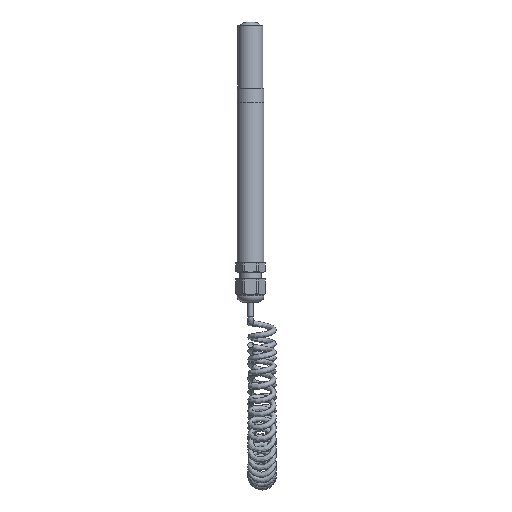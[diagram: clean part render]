
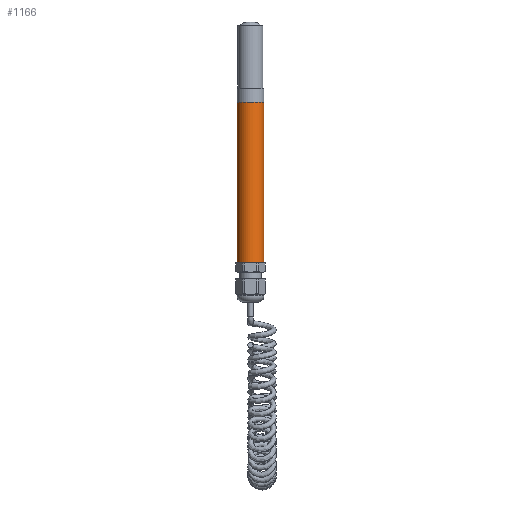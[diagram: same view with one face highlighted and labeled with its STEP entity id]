
A CAD part, left-side view. The second image highlights one B-rep face of the part: STEP entity #1166.
In plain terms, the highlighted cylindrical face has radius 7.5 mm (diameter 15 mm), a full revolution.
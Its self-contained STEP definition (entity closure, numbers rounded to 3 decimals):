
#185=LINE('',#9290,#237);
#237=VECTOR('',#1729,7.5);
#261=CYLINDRICAL_SURFACE('',#1361,7.5);
#331=FACE_OUTER_BOUND('',#416,.T.);
#416=EDGE_LOOP('',(#1068,#1069,#1070,#1071));
#504=CIRCLE('',#1362,7.5);
#505=CIRCLE('',#1363,7.5);
#606=VERTEX_POINT('',#9287);
#607=VERTEX_POINT('',#9289);
#762=EDGE_CURVE('',#606,#606,#504,.T.);
#763=EDGE_CURVE('',#606,#607,#185,.T.);
#764=EDGE_CURVE('',#607,#607,#505,.T.);
#1068=ORIENTED_EDGE('',*,*,#762,.F.);
#1069=ORIENTED_EDGE('',*,*,#763,.T.);
#1070=ORIENTED_EDGE('',*,*,#764,.T.);
#1071=ORIENTED_EDGE('',*,*,#763,.F.);
#1166=ADVANCED_FACE('',(#331),#261,.T.);
#1361=AXIS2_PLACEMENT_3D('',#9286,#1725,#1726);
#1362=AXIS2_PLACEMENT_3D('',#9288,#1727,#1728);
#1363=AXIS2_PLACEMENT_3D('',#9291,#1730,#1731);
#1725=DIRECTION('center_axis',(0.,0.,1.));
#1726=DIRECTION('ref_axis',(1.,0.,0.));
#1727=DIRECTION('center_axis',(0.,0.,1.));
#1728=DIRECTION('ref_axis',(1.,0.,0.));
#1729=DIRECTION('',(0.,0.,-1.));
#1730=DIRECTION('center_axis',(0.,0.,1.));
#1731=DIRECTION('ref_axis',(1.,0.,0.));
#9286=CARTESIAN_POINT('Origin',(0.,0.,0.));
#9287=CARTESIAN_POINT('',(-7.5,0.,90.));
#9288=CARTESIAN_POINT('Origin',(0.,0.,90.));
#9289=CARTESIAN_POINT('',(-7.5,0.,0.));
#9290=CARTESIAN_POINT('',(-7.5,0.,0.));
#9291=CARTESIAN_POINT('Origin',(0.,0.,0.));
